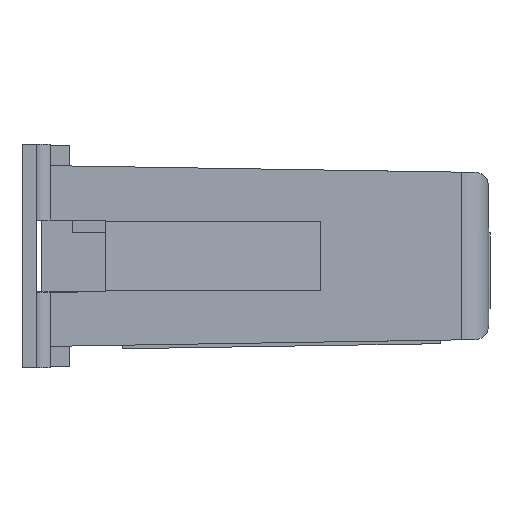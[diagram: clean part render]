
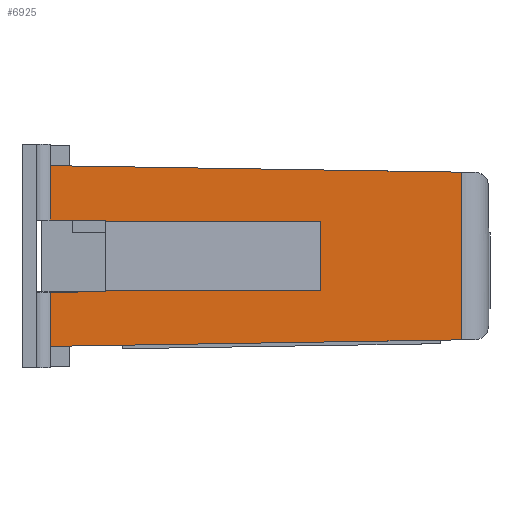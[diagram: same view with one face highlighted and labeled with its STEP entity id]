
A CAD part, left-side view. The second image highlights one B-rep face of the part: STEP entity #6925.
In plain terms, the highlighted planar face has unit normal (-1, -0.012, 0).
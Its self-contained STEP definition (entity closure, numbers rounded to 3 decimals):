
#205 = ORIENTED_EDGE ( 'NONE', *, *, #79653, .T. ) ;
#2818 = ORIENTED_EDGE ( 'NONE', *, *, #74941, .F. ) ;
#3477 = CARTESIAN_POINT ( 'NONE',  ( -12.402, 27.534, 16.05 ) ) ;
#3603 = CARTESIAN_POINT ( 'NONE',  ( -12.218, 12.065, 10.525 ) ) ;
#3662 = DIRECTION ( 'NONE',  ( 0.012, -1., 0.016 ) ) ;
#3820 = VERTEX_POINT ( 'NONE', #47204 ) ;
#5077 = ORIENTED_EDGE ( 'NONE', *, *, #43036, .T. ) ;
#6925 = ADVANCED_FACE ( 'NONE', ( #52214 ), #59762, .F. ) ;
#11124 = VERTEX_POINT ( 'NONE', #77561 ) ;
#11494 = DIRECTION ( 'NONE',  ( 0., 0., -1. ) ) ;
#11894 = VECTOR ( 'NONE', #64974, 1000. ) ;
#11965 = VERTEX_POINT ( 'NONE', #52418 ) ;
#12035 = EDGE_CURVE ( 'NONE', #87135, #3820, #26660, .T. ) ;
#12101 = DIRECTION ( 'NONE',  ( 0., 0., -1. ) ) ;
#12125 = ORIENTED_EDGE ( 'NONE', *, *, #84991, .T. ) ;
#13099 = LINE ( 'NONE', #34459, #56678 ) ;
#14199 = CARTESIAN_POINT ( 'NONE',  ( -12.45, 31.532, 16.05 ) ) ;
#14855 = CARTESIAN_POINT ( 'NONE',  ( -12.075, 0., 10.615 ) ) ;
#15334 = DIRECTION ( 'NONE',  ( -0.012, 1., 0.016 ) ) ;
#16566 = EDGE_CURVE ( 'NONE', #48550, #11965, #72546, .T. ) ;
#17462 = CARTESIAN_POINT ( 'NONE',  ( -12.402, 27.534, 10.525 ) ) ;
#17639 = VECTOR ( 'NONE', #11494, 1000. ) ;
#17761 = CARTESIAN_POINT ( 'NONE',  ( -12.45, 31.532, 14.525 ) ) ;
#17884 = CARTESIAN_POINT ( 'NONE',  ( -12.072, -0.222, 2.029 ) ) ;
#18090 = ORIENTED_EDGE ( 'NONE', *, *, #86660, .T. ) ;
#18544 = EDGE_CURVE ( 'NONE', #67809, #91607, #54246, .T. ) ;
#18813 = LINE ( 'NONE', #40680, #51278 ) ;
#19895 = EDGE_LOOP ( 'NONE', ( #12125, #57156, #37871, #35590, #51876, #56761, #5077, #18090, #2818, #59842, #84148, #205 ) ) ;
#20213 = DIRECTION ( 'NONE',  ( 0., 0., -1. ) ) ;
#23592 = VECTOR ( 'NONE', #35397, 1000. ) ;
#23688 = CARTESIAN_POINT ( 'NONE',  ( -12.075, 0., 16.05 ) ) ;
#26660 = LINE ( 'NONE', #48079, #52714 ) ;
#27041 = DIRECTION ( 'NONE',  ( -0.012, 1., 0. ) ) ;
#29461 = CARTESIAN_POINT ( 'NONE',  ( -12.402, 27.534, 5.525 ) ) ;
#31546 = CARTESIAN_POINT ( 'NONE',  ( -12.45, 31.532, 1.525 ) ) ;
#31668 = LINE ( 'NONE', #17884, #43110 ) ;
#31728 = AXIS2_PLACEMENT_3D ( 'NONE', #23688, #67350, #73524 ) ;
#34334 = CARTESIAN_POINT ( 'NONE',  ( -12.099, 1.976, 1.994 ) ) ;
#34459 = CARTESIAN_POINT ( 'NONE',  ( -12.099, 1.976, 16.05 ) ) ;
#34942 = DIRECTION ( 'NONE',  ( 0., 0., 1. ) ) ;
#35397 = DIRECTION ( 'NONE',  ( 0.012, -1., 0. ) ) ;
#35590 = ORIENTED_EDGE ( 'NONE', *, *, #16566, .T. ) ;
#37383 = VERTEX_POINT ( 'NONE', #31546 ) ;
#37515 = VERTEX_POINT ( 'NONE', #34334 ) ;
#37871 = ORIENTED_EDGE ( 'NONE', *, *, #89657, .T. ) ;
#40680 = CARTESIAN_POINT ( 'NONE',  ( -12.45, 31.532, 16.05 ) ) ;
#41212 = CARTESIAN_POINT ( 'NONE',  ( -12.402, 27.534, 10.615 ) ) ;
#41386 = VECTOR ( 'NONE', #27041, 1000. ) ;
#43018 = LINE ( 'NONE', #49165, #23592 ) ;
#43036 = EDGE_CURVE ( 'NONE', #3820, #69239, #67330, .T. ) ;
#43110 = VECTOR ( 'NONE', #3662, 1000. ) ;
#44738 = LINE ( 'NONE', #14855, #58042 ) ;
#45049 = VECTOR ( 'NONE', #62047, 1000. ) ;
#47204 = CARTESIAN_POINT ( 'NONE',  ( -12.402, 27.534, 10.525 ) ) ;
#47817 = CARTESIAN_POINT ( 'NONE',  ( -12.218, 12.065, 10.525 ) ) ;
#48079 = CARTESIAN_POINT ( 'NONE',  ( -12.402, 27.534, 16.05 ) ) ;
#48550 = VERTEX_POINT ( 'NONE', #17761 ) ;
#49165 = CARTESIAN_POINT ( 'NONE',  ( -12.402, 27.534, 5.525 ) ) ;
#50477 = DIRECTION ( 'NONE',  ( 0.012, -1., 0. ) ) ;
#50945 = LINE ( 'NONE', #58524, #56936 ) ;
#51278 = VECTOR ( 'NONE', #20213, 1000. ) ;
#51876 = ORIENTED_EDGE ( 'NONE', *, *, #63356, .T. ) ;
#52203 = VERTEX_POINT ( 'NONE', #86083 ) ;
#52214 = FACE_OUTER_BOUND ( 'NONE', #19895, .T. ) ;
#52418 = CARTESIAN_POINT ( 'NONE',  ( -12.45, 31.532, 10.615 ) ) ;
#52714 = VECTOR ( 'NONE', #61814, 1000. ) ;
#54246 = LINE ( 'NONE', #3477, #17639 ) ;
#56678 = VECTOR ( 'NONE', #34942, 1000. ) ;
#56761 = ORIENTED_EDGE ( 'NONE', *, *, #12035, .T. ) ;
#56936 = VECTOR ( 'NONE', #15334, 1000. ) ;
#57156 = ORIENTED_EDGE ( 'NONE', *, *, #85150, .T. ) ;
#58042 = VECTOR ( 'NONE', #50477, 1000. ) ;
#58524 = CARTESIAN_POINT ( 'NONE',  ( -12.075, 0.032, 14.026 ) ) ;
#59762 = PLANE ( 'NONE',  #31728 ) ;
#59842 = ORIENTED_EDGE ( 'NONE', *, *, #18544, .T. ) ;
#61814 = DIRECTION ( 'NONE',  ( 0., 0., -1. ) ) ;
#62047 = DIRECTION ( 'NONE',  ( 0.012, -1., 0. ) ) ;
#63356 = EDGE_CURVE ( 'NONE', #11965, #87135, #44738, .T. ) ;
#64974 = DIRECTION ( 'NONE',  ( 0., 0., -1. ) ) ;
#67330 = LINE ( 'NONE', #17462, #45049 ) ;
#67350 = DIRECTION ( 'NONE',  ( 1., 0.012, 0. ) ) ;
#67809 = VERTEX_POINT ( 'NONE', #29461 ) ;
#68048 = CARTESIAN_POINT ( 'NONE',  ( -12.099, 1.976, 14.056 ) ) ;
#68139 = LINE ( 'NONE', #3603, #68758 ) ;
#68758 = VECTOR ( 'NONE', #12101, 1000. ) ;
#69239 = VERTEX_POINT ( 'NONE', #47817 ) ;
#70231 = LINE ( 'NONE', #92038, #41386 ) ;
#72546 = LINE ( 'NONE', #14199, #11894 ) ;
#73524 = DIRECTION ( 'NONE',  ( -0.012, 1., 0. ) ) ;
#74941 = EDGE_CURVE ( 'NONE', #67809, #11124, #43018, .T. ) ;
#77561 = CARTESIAN_POINT ( 'NONE',  ( -12.218, 12.065, 5.525 ) ) ;
#79653 = EDGE_CURVE ( 'NONE', #52203, #37383, #18813, .T. ) ;
#82777 = CARTESIAN_POINT ( 'NONE',  ( -12.402, 27.534, 5.435 ) ) ;
#83446 = VERTEX_POINT ( 'NONE', #68048 ) ;
#83667 = EDGE_CURVE ( 'NONE', #91607, #52203, #70231, .T. ) ;
#84148 = ORIENTED_EDGE ( 'NONE', *, *, #83667, .T. ) ;
#84991 = EDGE_CURVE ( 'NONE', #37383, #37515, #31668, .T. ) ;
#85150 = EDGE_CURVE ( 'NONE', #37515, #83446, #13099, .T. ) ;
#86083 = CARTESIAN_POINT ( 'NONE',  ( -12.45, 31.532, 5.435 ) ) ;
#86660 = EDGE_CURVE ( 'NONE', #69239, #11124, #68139, .T. ) ;
#87135 = VERTEX_POINT ( 'NONE', #41212 ) ;
#89657 = EDGE_CURVE ( 'NONE', #83446, #48550, #50945, .T. ) ;
#91607 = VERTEX_POINT ( 'NONE', #82777 ) ;
#92038 = CARTESIAN_POINT ( 'NONE',  ( -12.075, 0., 5.435 ) ) ;
